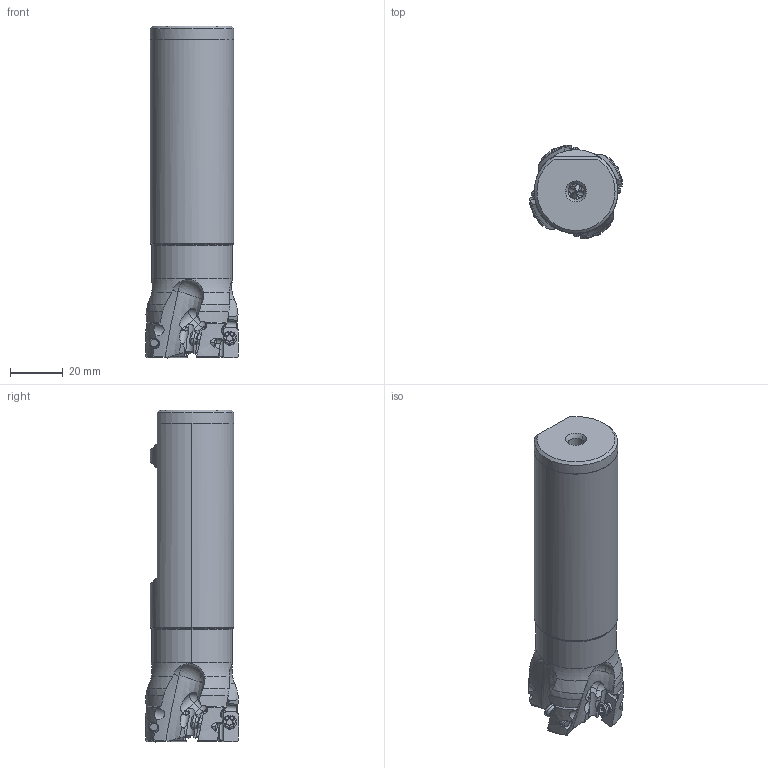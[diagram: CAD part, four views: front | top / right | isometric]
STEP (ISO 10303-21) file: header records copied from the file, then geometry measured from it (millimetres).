
FILE_DESCRIPTION(/* description */ (''),/* implementation_level */ '2;1');
FILE_NAME(/* name */ 'APX4000UR244FA20SA.stp',/* time_stamp */ '2021-09-08T11:43:11+09:00',/* author */ (''),/* organization */ (''),/* preprocessor_version */ 'ST-DEVELOPER v16',/* originating_system */ 'SIEMENS PLM Software NX 10.0',/* authorisation */ '');
FILE_SCHEMA (('AUTOMOTIVE_DESIGN { 1 0 10303 214 3 1 1 1 }'));
Length unit declared in the file: millimetre
Products named in the file (1): APX4000UR244FA20SA_ASM
Bounding box: 35.18 x 35.36 x 126.04 mm (x, y, z)
Volume: 87474.5 mm3; surface area: 18329 mm2
Topology: 5 solids, 5 shells, 347 faces, 1089 edges, 761 vertices
Faces by surface type: cylinder 141, plane 81, cone 61, sphere 28, torus 24, bspline 12
Entity records: 18215 total; most frequent: CARTESIAN_POINT 8505, ORIENTED_EDGE 2138, DIRECTION 1903, EDGE_CURVE 1069, AXIS2_PLACEMENT_3D 835, VERTEX_POINT 731, CIRCLE 413, B_SPLINE_CURVE_WITH_KNOTS 368
